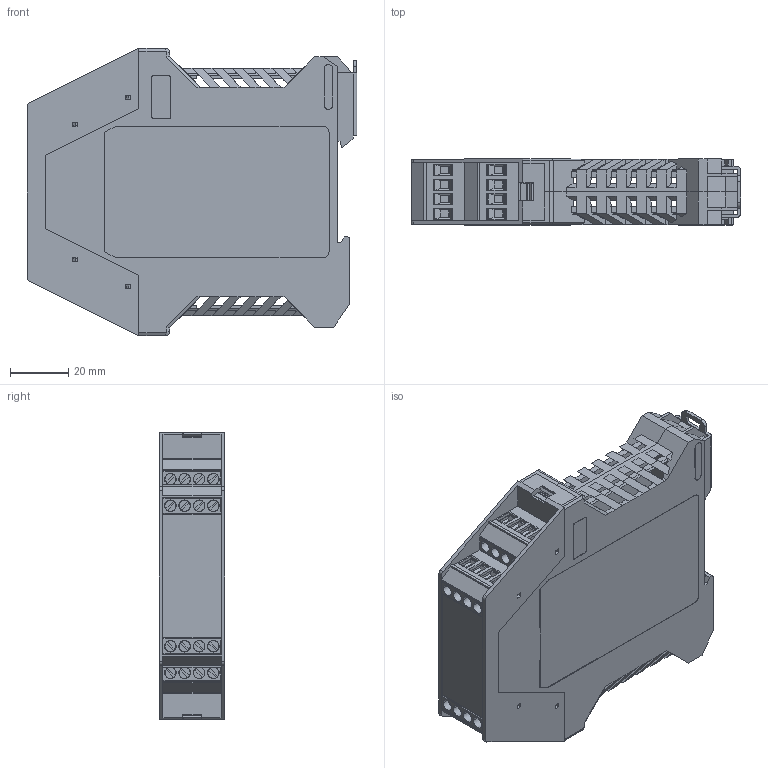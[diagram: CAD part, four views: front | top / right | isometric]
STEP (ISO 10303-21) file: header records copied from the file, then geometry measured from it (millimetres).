
FILE_DESCRIPTION (( 'STEP AP214' ), '1' );
FILE_NAME ('280-Viper-22.STEP', '2020-12-09T15:32:58', ( '' ), ( '' ), 'SwSTEP 2.0', 'SolidWorks 2019', '' );
FILE_SCHEMA (( 'AUTOMOTIVE_DESIGN' ));
Length unit declared in the file: inch
Products named in the file (1): 280-Viper-22
Bounding box: 113.6 x 22.6 x 99 mm (x, y, z)
Volume: 64707.4 mm3; surface area: 69277.8 mm2
Topology: 10 solids, 10 shells, 1899 faces, 5474 edges, 3554 vertices
Faces by surface type: plane 1607, cylinder 280, torus 8, cone 4
Entity records: 61751 total; most frequent: CARTESIAN_POINT 10952, ORIENTED_EDGE 10948, DIRECTION 9962, EDGE_CURVE 5474, LINE 4770, VECTOR 4770, VERTEX_POINT 3554, AXIS2_PLACEMENT_3D 2596
